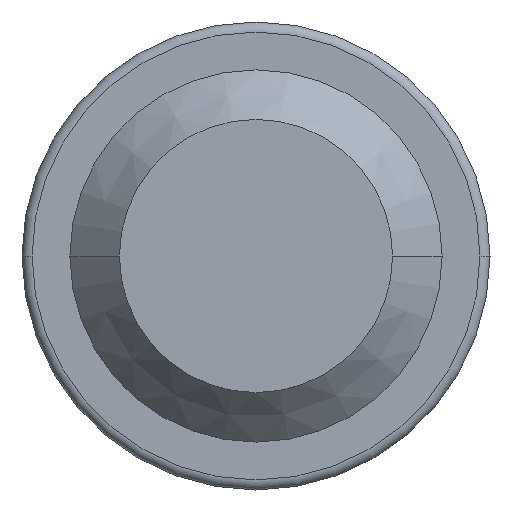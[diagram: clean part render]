
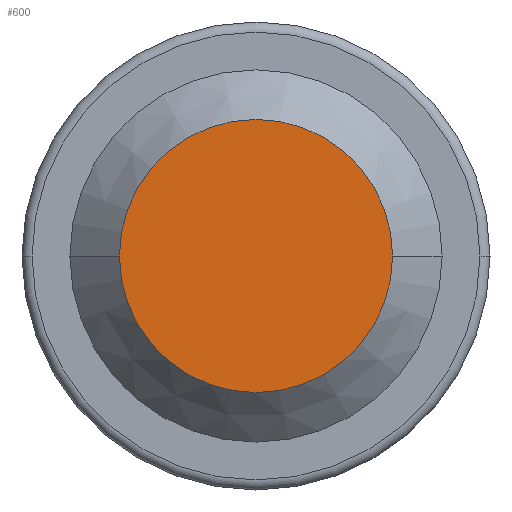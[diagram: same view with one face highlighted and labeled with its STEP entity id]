
A CAD part, front view. The second image highlights one B-rep face of the part: STEP entity #600.
In plain terms, the highlighted planar face has unit normal (0, -1, 0).
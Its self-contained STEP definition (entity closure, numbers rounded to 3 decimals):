
#37=CARTESIAN_POINT('',(0.,-3.104,0.));
#38=DIRECTION('',(0.,-1.,0.));
#39=DIRECTION('',(-1.,0.,0.));
#40=AXIS2_PLACEMENT_3D('',#37,#38,#39);
#42=CARTESIAN_POINT('',(0.,-3.104,0.));
#43=DIRECTION('',(0.,1.,0.));
#44=DIRECTION('',(-1.,0.,0.));
#45=AXIS2_PLACEMENT_3D('',#42,#43,#44);
#471=CARTESIAN_POINT('',(-1.412,-3.104,0.));
#472=VERTEX_POINT('',#471);
#497=CARTESIAN_POINT('',(1.412,-3.104,0.));
#498=VERTEX_POINT('',#497);
#591=CARTESIAN_POINT('',(0.,-3.104,0.));
#592=DIRECTION('',(0.,1.,0.));
#593=DIRECTION('',(1.,0.,0.));
#594=AXIS2_PLACEMENT_3D('',#591,#592,#593);
#595=PLANE('',#594);
#596=ORIENTED_EDGE('',*,*,#570,.F.);
#597=ORIENTED_EDGE('',*,*,#586,.T.);
#598=EDGE_LOOP('',(#596,#597));
#599=FACE_OUTER_BOUND('',#598,.F.);
#600=ADVANCED_FACE('',(#599),#595,.F.);
#41=CIRCLE('',#40,1.412);
#46=CIRCLE('',#45,1.412);
#570=EDGE_CURVE('',#472,#498,#41,.T.);
#586=EDGE_CURVE('',#472,#498,#46,.T.);
